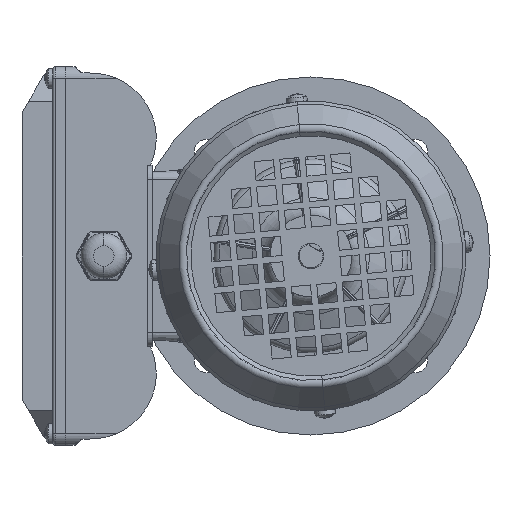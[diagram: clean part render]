
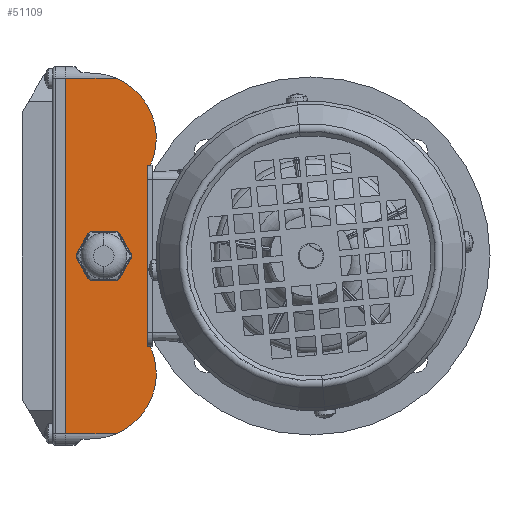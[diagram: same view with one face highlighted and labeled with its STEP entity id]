
A CAD part, left-side view. The second image highlights one B-rep face of the part: STEP entity #51109.
In plain terms, the highlighted face is planar.
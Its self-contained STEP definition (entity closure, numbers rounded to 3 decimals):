
#37802 = DIRECTION ( 'NONE',  ( 1., 0., 0. ) ) ;
#37872 = CARTESIAN_POINT ( 'NONE',  ( -127.692, 18.878, 0. ) ) ;
#37908 = LINE ( 'NONE', #37872, #56957 ) ;
#50809 = VERTEX_POINT ( 'NONE', #75497 ) ;
#50933 = VERTEX_POINT ( 'NONE', #75657 ) ;
#50972 = EDGE_CURVE ( 'NONE', #50809, #50933, #75737, .T. ) ;
#51020 = EDGE_LOOP ( 'NONE', ( #51025, #51158, #51176, #51147, #51211, #51233, #51239, #51068 ) ) ;
#51025 = ORIENTED_EDGE ( 'NONE', *, *, #51027, .F. ) ;
#51027 = EDGE_CURVE ( 'NONE', #51032, #51111, #75834, .T. ) ;
#51032 = VERTEX_POINT ( 'NONE', #75830 ) ;
#51066 = EDGE_CURVE ( 'NONE', #51216, #51154, #75896, .T. ) ;
#51068 = ORIENTED_EDGE ( 'NONE', *, *, #51070, .T. ) ;
#51070 = EDGE_CURVE ( 'NONE', #51241, #51111, #75891, .T. ) ;
#51075 = ORIENTED_EDGE ( 'NONE', *, *, #50972, .T. ) ;
#51109 = ADVANCED_FACE ( 'NONE', ( #75920, #75919 ), #75918, .F. ) ;
#51111 = VERTEX_POINT ( 'NONE', #75913 ) ;
#51147 = ORIENTED_EDGE ( 'NONE', *, *, #51149, .T. ) ;
#51149 = EDGE_CURVE ( 'NONE', #51182, #51154, #75955, .T. ) ;
#51154 = VERTEX_POINT ( 'NONE', #75945 ) ;
#51158 = ORIENTED_EDGE ( 'NONE', *, *, #51160, .T. ) ;
#51160 = EDGE_CURVE ( 'NONE', #51032, #51173, #76001, .T. ) ;
#51173 = VERTEX_POINT ( 'NONE', #75979 ) ;
#51176 = ORIENTED_EDGE ( 'NONE', *, *, #51178, .T. ) ;
#51178 = EDGE_CURVE ( 'NONE', #51173, #51182, #37908, .T. ) ;
#51182 = VERTEX_POINT ( 'NONE', #76032 ) ;
#51193 = EDGE_CURVE ( 'NONE', #51241, #51221, #76016, .T. ) ;
#51196 = EDGE_LOOP ( 'NONE', ( #51075, #51340 ) ) ;
#51211 = ORIENTED_EDGE ( 'NONE', *, *, #51066, .F. ) ;
#51216 = VERTEX_POINT ( 'NONE', #76041 ) ;
#51221 = VERTEX_POINT ( 'NONE', #76036 ) ;
#51233 = ORIENTED_EDGE ( 'NONE', *, *, #51235, .F. ) ;
#51235 = EDGE_CURVE ( 'NONE', #51221, #51216, #76072, .T. ) ;
#51239 = ORIENTED_EDGE ( 'NONE', *, *, #51193, .F. ) ;
#51241 = VERTEX_POINT ( 'NONE', #76068 ) ;
#51340 = ORIENTED_EDGE ( 'NONE', *, *, #51345, .T. ) ;
#51345 = EDGE_CURVE ( 'NONE', #50933, #50809, #76194, .T. ) ;
#56957 = VECTOR ( 'NONE', #37802, 1000. ) ;
#75497 = CARTESIAN_POINT ( 'NONE',  ( 6.147, 3.878, 0. ) ) ;
#75657 = CARTESIAN_POINT ( 'NONE',  ( 20.147, 3.878, 0. ) ) ;
#75733 = DIRECTION ( 'NONE',  ( 1., 0., 0. ) ) ;
#75734 = DIRECTION ( 'NONE',  ( 0., 0., 1. ) ) ;
#75735 = CARTESIAN_POINT ( 'NONE',  ( 13.147, 3.878, 0. ) ) ;
#75736 = AXIS2_PLACEMENT_3D ( 'NONE', #75735, #75734, #75733 ) ;
#75737 = CIRCLE ( 'NONE', #75736, 7. ) ;
#75801 = CARTESIAN_POINT ( 'NONE',  ( -32.853, 8.878, 0. ) ) ;
#75830 = CARTESIAN_POINT ( 'NONE',  ( -56.353, -1.022, 0. ) ) ;
#75831 = DIRECTION ( 'NONE',  ( 1., 0., 0. ) ) ;
#75832 = DIRECTION ( 'NONE',  ( 0., 0., 1. ) ) ;
#75833 = AXIS2_PLACEMENT_3D ( 'NONE', #75801, #75832, #75831 ) ;
#75834 = CIRCLE ( 'NONE', #75833, 25.5 ) ;
#75888 = DIRECTION ( 'NONE',  ( 0., -1., 0. ) ) ;
#75889 = VECTOR ( 'NONE', #75888, 1000. ) ;
#75890 = CARTESIAN_POINT ( 'NONE',  ( -22.353, -13.122, 0. ) ) ;
#75891 = LINE ( 'NONE', #75890, #75889 ) ;
#75892 = DIRECTION ( 'NONE',  ( -1., 0., 0. ) ) ;
#75893 = DIRECTION ( 'NONE',  ( 0., 0., 1. ) ) ;
#75894 = CARTESIAN_POINT ( 'NONE',  ( 59.147, 8.878, 0. ) ) ;
#75895 = AXIS2_PLACEMENT_3D ( 'NONE', #75894, #75893, #75892 ) ;
#75896 = CIRCLE ( 'NONE', #75895, 25.5 ) ;
#75913 = CARTESIAN_POINT ( 'NONE',  ( -22.353, -14.36, 0. ) ) ;
#75914 = DIRECTION ( 'NONE',  ( 1., 0., 0. ) ) ;
#75915 = DIRECTION ( 'NONE',  ( 0., 0., 1. ) ) ;
#75916 = AXIS2_PLACEMENT_3D ( 'NONE', #75917, #75915, #75914 ) ;
#75917 = CARTESIAN_POINT ( 'NONE',  ( -32.853, 8.878, 0. ) ) ;
#75918 = PLANE ( 'NONE',  #75916 ) ;
#75919 = FACE_BOUND ( 'NONE', #51196, .T. ) ;
#75920 = FACE_OUTER_BOUND ( 'NONE', #51020, .T. ) ;
#75945 = CARTESIAN_POINT ( 'NONE',  ( 82.647, -1.022, 0. ) ) ;
#75947 = DIRECTION ( 'NONE',  ( 0., -1., 0. ) ) ;
#75948 = VECTOR ( 'NONE', #75947, 1000. ) ;
#75949 = CARTESIAN_POINT ( 'NONE',  ( 82.647, 8.878, 0. ) ) ;
#75955 = LINE ( 'NONE', #75949, #75948 ) ;
#75979 = CARTESIAN_POINT ( 'NONE',  ( -56.353, 18.878, 0. ) ) ;
#75994 = DIRECTION ( 'NONE',  ( 0., 1., 0. ) ) ;
#75995 = VECTOR ( 'NONE', #75994, 1000. ) ;
#75996 = CARTESIAN_POINT ( 'NONE',  ( -56.353, 8.878, 0. ) ) ;
#76001 = LINE ( 'NONE', #75996, #75995 ) ;
#76013 = DIRECTION ( 'NONE',  ( 1., 0., 0. ) ) ;
#76014 = VECTOR ( 'NONE', #76013, 1000. ) ;
#76015 = CARTESIAN_POINT ( 'NONE',  ( 13.147, -13.122, 0. ) ) ;
#76016 = LINE ( 'NONE', #76015, #76014 ) ;
#76032 = CARTESIAN_POINT ( 'NONE',  ( 82.647, 18.878, 0. ) ) ;
#76036 = CARTESIAN_POINT ( 'NONE',  ( 48.647, -13.122, 0. ) ) ;
#76041 = CARTESIAN_POINT ( 'NONE',  ( 48.647, -14.36, 0. ) ) ;
#76068 = CARTESIAN_POINT ( 'NONE',  ( -22.353, -13.122, 0. ) ) ;
#76069 = DIRECTION ( 'NONE',  ( 0., -1., 0. ) ) ;
#76070 = VECTOR ( 'NONE', #76069, 1000. ) ;
#76071 = CARTESIAN_POINT ( 'NONE',  ( 48.647, -13.122, 0. ) ) ;
#76072 = LINE ( 'NONE', #76071, #76070 ) ;
#76190 = DIRECTION ( 'NONE',  ( 1., 0., 0. ) ) ;
#76191 = DIRECTION ( 'NONE',  ( 0., 0., 1. ) ) ;
#76192 = CARTESIAN_POINT ( 'NONE',  ( 13.147, 3.878, 0. ) ) ;
#76193 = AXIS2_PLACEMENT_3D ( 'NONE', #76192, #76191, #76190 ) ;
#76194 = CIRCLE ( 'NONE', #76193, 7. ) ;
